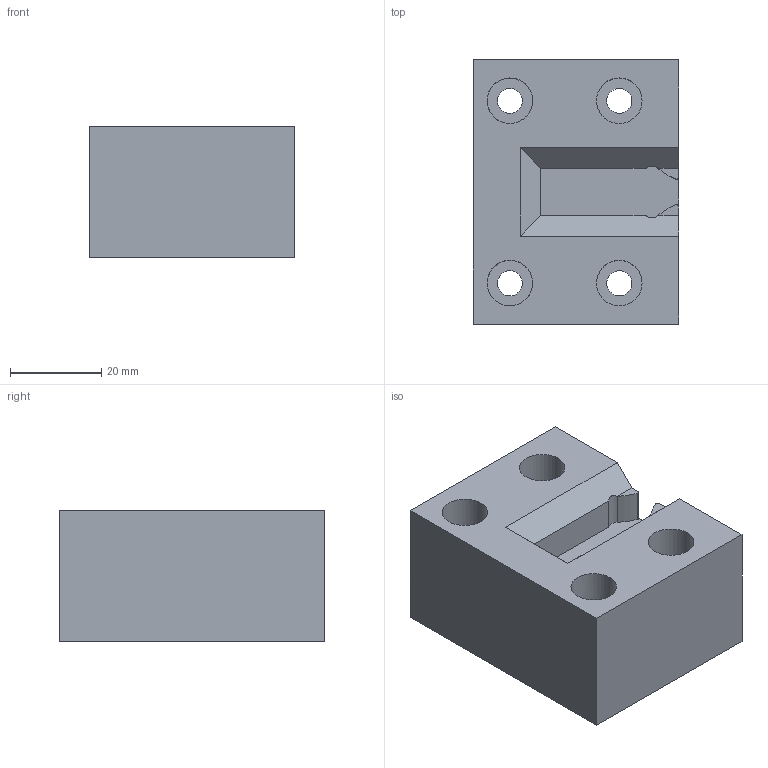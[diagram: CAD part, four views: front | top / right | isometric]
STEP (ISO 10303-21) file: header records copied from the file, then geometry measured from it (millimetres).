
FILE_DESCRIPTION(/* description */ (''),/* implementation_level */ '2;1');
FILE_NAME(/* name */ 'Probenhalter Fix Frasteil.stp',/* time_stamp */ '2025-04-14T13:00:37+02:00',/* author */ ('00ber'),/* organization */ (''),/* preprocessor_version */ 'ST-DEVELOPER v18',/* originating_system */ 'Autodesk Inventor 2020',/* authorisation */ '');
FILE_SCHEMA (('AUTOMOTIVE_DESIGN { 1 0 10303 214 3 1 1 }'));
Length unit declared in the file: millimetre
Products named in the file (1): Probenhalter Fix Frästeil
Bounding box: 45 x 58 x 28.7 mm (x, y, z)
Volume: 62678.5 mm3; surface area: 14814.9 mm2
Topology: 1 solids, 1 shells, 33 faces, 85 edges, 58 vertices
Faces by surface type: plane 19, cylinder 14
Full cylindrical faces by diameter (mm): 5.5 x4, 10 x4
Entity records: 1084 total; most frequent: DIRECTION 189, CARTESIAN_POINT 177, ORIENTED_EDGE 170, EDGE_CURVE 85, AXIS2_PLACEMENT_3D 70, VERTEX_POINT 58, LINE 49, VECTOR 49
